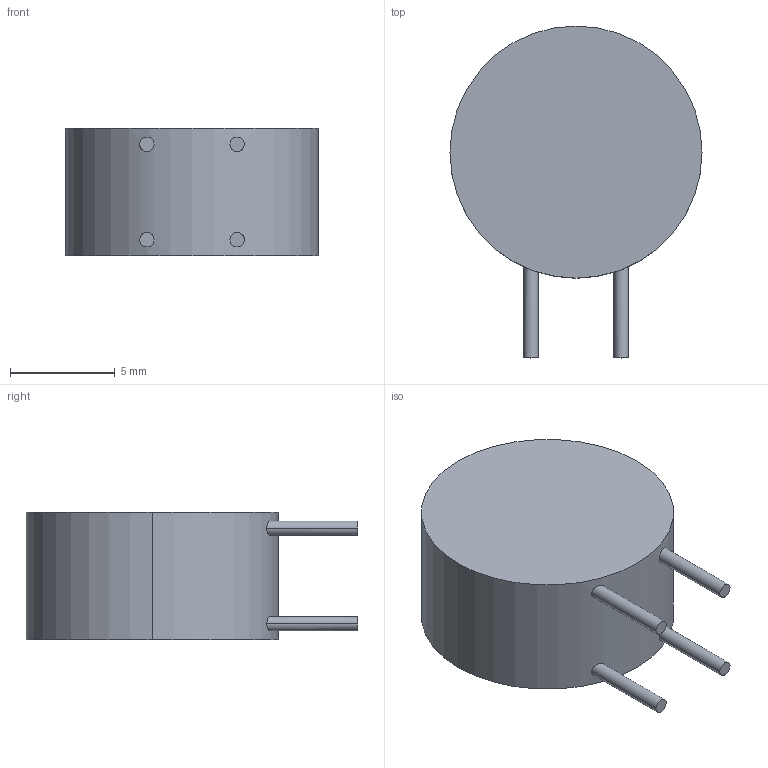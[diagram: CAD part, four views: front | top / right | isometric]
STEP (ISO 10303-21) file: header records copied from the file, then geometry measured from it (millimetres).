
FILE_DESCRIPTION (( 'STEP AP214' ), '1' );
FILE_NAME ('750343094.STEP', '2021-07-08T13:37:18', ( '' ), ( '' ), 'SwSTEP 2.0', 'SolidWorks 2017', '' );
FILE_SCHEMA (( 'AUTOMOTIVE_DESIGN' ));
Length unit declared in the file: inch
Products named in the file (3): 750343094; 150-2595; 750343094_INTF
Assembly tree (2 placements, depth 2):
  750343094
    750343094_INTF
    150-2595
Bounding box: 12.06 x 15.87 x 6.1 mm (x, y, z)
Volume: 984.8 mm3; surface area: 804.8 mm2
Topology: 2 solids, 2 shells, 30 faces, 58 edges, 36 vertices
Faces by surface type: cylinder 14, plane 8, torus 8
Entity records: 1114 total; most frequent: CARTESIAN_POINT 201, DIRECTION 156, ORIENTED_EDGE 116, AXIS2_PLACEMENT_3D 71, EDGE_CURVE 58, EDGE_LOOP 36, VERTEX_POINT 36, CIRCLE 36
